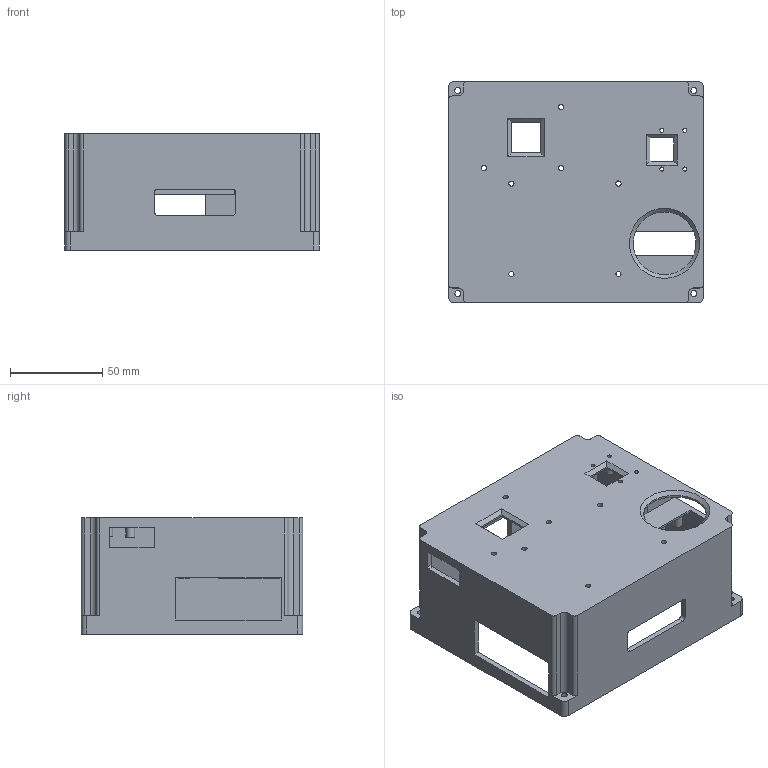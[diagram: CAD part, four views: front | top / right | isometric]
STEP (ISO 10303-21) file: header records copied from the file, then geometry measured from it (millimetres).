
FILE_DESCRIPTION(/* description */ (''),/* implementation_level */ '2;1');
FILE_NAME(/* name */ 'uav_enclosure.step',/* time_stamp */ '2024-04-07T17:17:19-06:00',/* author */ (''),/* organization */ (''),/* preprocessor_version */ 'ST-DEVELOPER v20',/* originating_system */ 'Autodesk Translation Framework v12.20.1.177',/* authorisation */ '');
FILE_SCHEMA (('AUTOMOTIVE_DESIGN { 1 0 10303 214 3 1 1 }'));
Length unit declared in the file: millimetre
Products named in the file (1): DESIGN_GOOD
Bounding box: 138 x 120 x 63 mm (x, y, z)
Volume: 151230.5 mm3; surface area: 104253.1 mm2
Topology: 1 solids, 1 shells, 175 faces, 463 edges, 306 vertices
Faces by surface type: plane 101, cylinder 73, cone 1
Full cylindrical faces by diameter (mm): 2.2 x8, 2.8 x6, 2.93 x1, 3.3 x4, 3.45 x1, 4.75 x8, 6 x3, 34 x1
Entity records: 5569 total; most frequent: DIRECTION 969, CARTESIAN_POINT 945, ORIENTED_EDGE 926, EDGE_CURVE 463, AXIS2_PLACEMENT_3D 330, LINE 309, VECTOR 309, VERTEX_POINT 306
